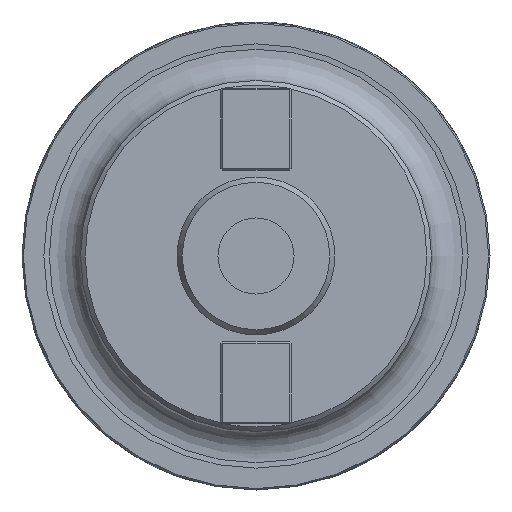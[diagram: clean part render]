
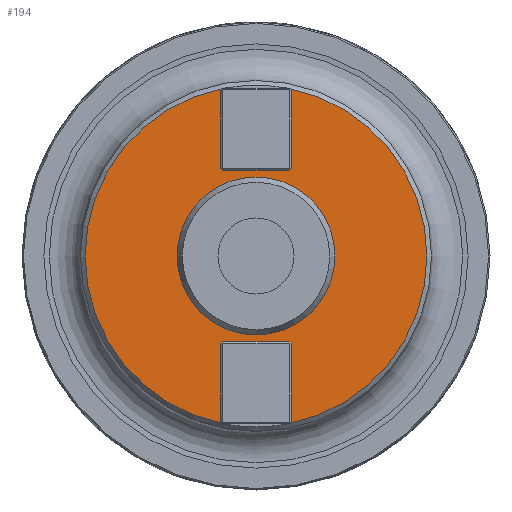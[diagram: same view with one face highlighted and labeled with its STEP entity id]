
A CAD part, left-side view. The second image highlights one B-rep face of the part: STEP entity #194.
In plain terms, the highlighted planar face has unit normal (-1, 0, 0).
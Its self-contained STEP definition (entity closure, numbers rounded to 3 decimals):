
#143=FACE_BOUND('',#414,.T.);
#144=FACE_BOUND('',#415,.T.);
#194=ADVANCED_FACE('',(#143,#144),#254,.F.);
#254=PLANE('',#1336);
#414=EDGE_LOOP('',(#801));
#415=EDGE_LOOP('',(#802,#803,#804,#805,#806,#807,#808,#809,#810,#811,#812,
#813,#814,#815,#816,#817));
#487=LINE('',#2499,#583);
#488=LINE('',#2501,#584);
#489=LINE('',#2503,#585);
#490=LINE('',#2505,#586);
#491=LINE('',#2507,#587);
#492=LINE('',#2509,#588);
#493=LINE('',#2511,#589);
#494=LINE('',#2512,#590);
#495=LINE('',#2514,#591);
#496=LINE('',#2516,#592);
#497=LINE('',#2518,#593);
#498=LINE('',#2520,#594);
#499=LINE('',#2522,#595);
#500=LINE('',#2524,#596);
#583=VECTOR('',#1548,1.);
#584=VECTOR('',#1549,1.);
#585=VECTOR('',#1550,1.);
#586=VECTOR('',#1551,1.);
#587=VECTOR('',#1552,1.);
#588=VECTOR('',#1553,1.);
#589=VECTOR('',#1554,1.);
#590=VECTOR('',#1555,1.);
#591=VECTOR('',#1556,1.);
#592=VECTOR('',#1557,1.);
#593=VECTOR('',#1558,1.);
#594=VECTOR('',#1559,1.);
#595=VECTOR('',#1560,1.);
#596=VECTOR('',#1561,1.);
#801=ORIENTED_EDGE('',*,*,#1162,.F.);
#802=ORIENTED_EDGE('',*,*,#1154,.T.);
#803=ORIENTED_EDGE('',*,*,#1163,.T.);
#804=ORIENTED_EDGE('',*,*,#1164,.T.);
#805=ORIENTED_EDGE('',*,*,#1165,.T.);
#806=ORIENTED_EDGE('',*,*,#1166,.T.);
#807=ORIENTED_EDGE('',*,*,#1167,.T.);
#808=ORIENTED_EDGE('',*,*,#1168,.T.);
#809=ORIENTED_EDGE('',*,*,#1169,.T.);
#810=ORIENTED_EDGE('',*,*,#1159,.T.);
#811=ORIENTED_EDGE('',*,*,#1170,.T.);
#812=ORIENTED_EDGE('',*,*,#1171,.T.);
#813=ORIENTED_EDGE('',*,*,#1172,.T.);
#814=ORIENTED_EDGE('',*,*,#1173,.T.);
#815=ORIENTED_EDGE('',*,*,#1174,.T.);
#816=ORIENTED_EDGE('',*,*,#1175,.T.);
#817=ORIENTED_EDGE('',*,*,#1176,.T.);
#1031=VERTEX_POINT('',#2463);
#1032=VERTEX_POINT('',#2465);
#1035=VERTEX_POINT('',#2484);
#1036=VERTEX_POINT('',#2486);
#1038=VERTEX_POINT('',#2498);
#1039=VERTEX_POINT('',#2500);
#1040=VERTEX_POINT('',#2502);
#1041=VERTEX_POINT('',#2504);
#1042=VERTEX_POINT('',#2506);
#1043=VERTEX_POINT('',#2508);
#1044=VERTEX_POINT('',#2510);
#1045=VERTEX_POINT('',#2513);
#1046=VERTEX_POINT('',#2515);
#1047=VERTEX_POINT('',#2517);
#1048=VERTEX_POINT('',#2519);
#1049=VERTEX_POINT('',#2521);
#1050=VERTEX_POINT('',#2523);
#1154=EDGE_CURVE('',#1032,#1031,#1259,.T.);
#1159=EDGE_CURVE('',#1036,#1035,#1260,.T.);
#1162=EDGE_CURVE('',#1038,#1038,#1261,.T.);
#1163=EDGE_CURVE('',#1031,#1039,#487,.T.);
#1164=EDGE_CURVE('',#1039,#1040,#488,.T.);
#1165=EDGE_CURVE('',#1040,#1041,#489,.T.);
#1166=EDGE_CURVE('',#1041,#1042,#490,.T.);
#1167=EDGE_CURVE('',#1042,#1043,#491,.T.);
#1168=EDGE_CURVE('',#1043,#1044,#492,.T.);
#1169=EDGE_CURVE('',#1044,#1036,#493,.T.);
#1170=EDGE_CURVE('',#1035,#1045,#494,.T.);
#1171=EDGE_CURVE('',#1045,#1046,#495,.T.);
#1172=EDGE_CURVE('',#1046,#1047,#496,.T.);
#1173=EDGE_CURVE('',#1047,#1048,#497,.T.);
#1174=EDGE_CURVE('',#1048,#1049,#498,.T.);
#1175=EDGE_CURVE('',#1049,#1050,#499,.T.);
#1176=EDGE_CURVE('',#1050,#1032,#500,.T.);
#1259=CIRCLE('',#1332,29.2);
#1260=CIRCLE('',#1333,29.2);
#1261=CIRCLE('',#1335,13.5);
#1332=AXIS2_PLACEMENT_3D('',#2464,#1540,#1541);
#1333=AXIS2_PLACEMENT_3D('',#2485,#1542,#1543);
#1335=AXIS2_PLACEMENT_3D('',#2497,#1546,#1547);
#1336=AXIS2_PLACEMENT_3D('',#2525,#1562,#1563);
#1540=DIRECTION('',(-1.,0.,0.));
#1541=DIRECTION('',(0.,0.,-1.));
#1542=DIRECTION('',(-1.,0.,0.));
#1543=DIRECTION('',(0.,0.,-1.));
#1546=DIRECTION('',(-1.,0.,0.));
#1547=DIRECTION('',(0.,0.,-1.));
#1548=DIRECTION('',(0.,0.707,0.707));
#1549=DIRECTION('',(0.,0.,1.));
#1550=DIRECTION('',(0.,-0.707,0.707));
#1551=DIRECTION('',(0.,-1.,0.));
#1552=DIRECTION('',(0.,-0.707,-0.707));
#1553=DIRECTION('',(0.,0.,-1.));
#1554=DIRECTION('',(0.,0.707,-0.707));
#1555=DIRECTION('',(0.,-0.707,-0.707));
#1556=DIRECTION('',(0.,0.,-1.));
#1557=DIRECTION('',(0.,0.707,-0.707));
#1558=DIRECTION('',(0.,1.,0.));
#1559=DIRECTION('',(0.,0.707,0.707));
#1560=DIRECTION('',(0.,0.,1.));
#1561=DIRECTION('',(0.,-0.707,0.707));
#1562=DIRECTION('',(1.,0.,0.));
#1563=DIRECTION('',(0.,0.,-1.));
#2463=CARTESIAN_POINT('',(21.5,5.777,-28.623));
#2464=CARTESIAN_POINT('',(21.5,0.,0.));
#2465=CARTESIAN_POINT('',(21.5,5.777,28.623));
#2484=CARTESIAN_POINT('',(21.5,-5.777,28.623));
#2485=CARTESIAN_POINT('',(21.5,0.,0.));
#2486=CARTESIAN_POINT('',(21.5,-5.777,-28.623));
#2497=CARTESIAN_POINT('',(21.5,0.,0.));
#2498=CARTESIAN_POINT('',(21.5,0.,-13.5));
#2499=CARTESIAN_POINT('',(21.5,24.7,-9.7));
#2500=CARTESIAN_POINT('',(21.5,6.,-28.4));
#2501=CARTESIAN_POINT('',(21.5,6.,0.));
#2502=CARTESIAN_POINT('',(21.5,6.,-15.));
#2503=CARTESIAN_POINT('',(21.5,3.,-12.));
#2504=CARTESIAN_POINT('',(21.5,5.7,-14.7));
#2505=CARTESIAN_POINT('',(21.5,14.999,-14.7));
#2506=CARTESIAN_POINT('',(21.5,-5.7,-14.7));
#2507=CARTESIAN_POINT('',(21.5,12.,3.));
#2508=CARTESIAN_POINT('',(21.5,-6.,-15.));
#2509=CARTESIAN_POINT('',(21.5,-6.,0.));
#2510=CARTESIAN_POINT('',(21.5,-6.,-28.4));
#2511=CARTESIAN_POINT('',(21.5,-9.7,-24.7));
#2512=CARTESIAN_POINT('',(21.5,-9.7,24.7));
#2513=CARTESIAN_POINT('',(21.5,-6.,28.4));
#2514=CARTESIAN_POINT('',(21.5,-6.,0.));
#2515=CARTESIAN_POINT('',(21.5,-6.,15.));
#2516=CARTESIAN_POINT('',(21.5,12.,-3.));
#2517=CARTESIAN_POINT('',(21.5,-5.7,14.7));
#2518=CARTESIAN_POINT('',(21.5,14.999,14.7));
#2519=CARTESIAN_POINT('',(21.5,5.7,14.7));
#2520=CARTESIAN_POINT('',(21.5,3.,12.));
#2521=CARTESIAN_POINT('',(21.5,6.,15.));
#2522=CARTESIAN_POINT('',(21.5,6.,0.));
#2523=CARTESIAN_POINT('',(21.5,6.,28.4));
#2524=CARTESIAN_POINT('',(21.5,24.7,9.7));
#2525=CARTESIAN_POINT('',(21.5,14.999,0.));
